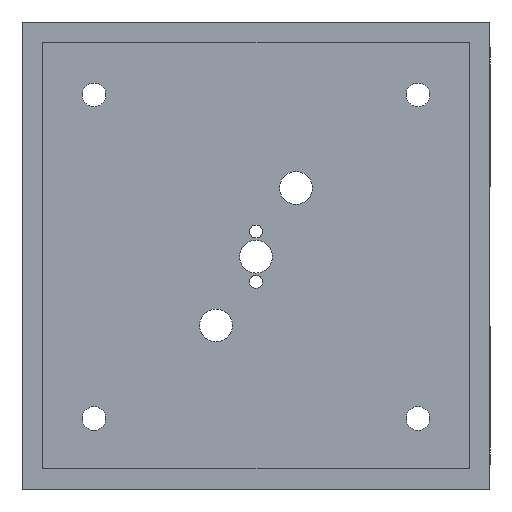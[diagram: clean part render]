
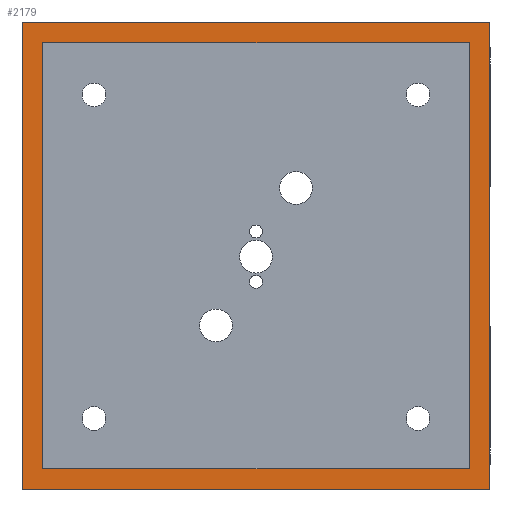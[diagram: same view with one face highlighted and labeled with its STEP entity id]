
A CAD part, top view. The second image highlights one B-rep face of the part: STEP entity #2179.
In plain terms, the highlighted planar face has unit normal (0, 0, 1).
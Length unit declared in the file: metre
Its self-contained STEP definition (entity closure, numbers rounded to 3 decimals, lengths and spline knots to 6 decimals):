
#13 = DIRECTION ( 'NONE',  ( 1., 0., 0. ) ) ;
#29 = CARTESIAN_POINT ( 'NONE',  ( 1.185, 0.115, 1.3 ) ) ;
#96 = ORIENTED_EDGE ( 'NONE', *, *, #3856, .F. ) ;
#190 = VECTOR ( 'NONE', #5731, 1. ) ;
#391 = LINE ( 'NONE', #3721, #5838 ) ;
#665 = LINE ( 'NONE', #2150, #4767 ) ;
#703 = EDGE_CURVE ( 'NONE', #2671, #5268, #2110, .T. ) ;
#903 = ORIENTED_EDGE ( 'NONE', *, *, #1654, .F. ) ;
#933 = CARTESIAN_POINT ( 'NONE',  ( -1.3, 2.597, 1.3 ) ) ;
#1033 = VECTOR ( 'NONE', #4931, 1. ) ;
#1122 = CARTESIAN_POINT ( 'NONE',  ( 1.3, 0.003, 1.3 ) ) ;
#1392 = ORIENTED_EDGE ( 'NONE', *, *, #5723, .F. ) ;
#1424 = EDGE_LOOP ( 'NONE', ( #1955, #4993, #1894, #4144 ) ) ;
#1434 = VERTEX_POINT ( 'NONE', #4151 ) ;
#1654 = EDGE_CURVE ( 'NONE', #4824, #1434, #391, .T. ) ;
#1658 = DIRECTION ( 'NONE',  ( 0., 1., 0. ) ) ;
#1894 = ORIENTED_EDGE ( 'NONE', *, *, #4013, .F. ) ;
#1955 = ORIENTED_EDGE ( 'NONE', *, *, #5922, .T. ) ;
#2052 = VECTOR ( 'NONE', #2192, 1. ) ;
#2110 = LINE ( 'NONE', #3039, #2730 ) ;
#2150 = CARTESIAN_POINT ( 'NONE',  ( 1.185, 0.115, 1.3 ) ) ;
#2177 = CARTESIAN_POINT ( 'NONE',  ( 1.185, 2.482, 1.3 ) ) ;
#2179 = ADVANCED_FACE ( 'NONE', ( #4011, #5494 ), #4976, .F. ) ;
#2192 = DIRECTION ( 'NONE',  ( 0., -1., 0. ) ) ;
#2397 = DIRECTION ( 'NONE',  ( 1., 0., 0. ) ) ;
#2592 = CARTESIAN_POINT ( 'NONE',  ( -1.3, 0.003, 1.3 ) ) ;
#2671 = VERTEX_POINT ( 'NONE', #2592 ) ;
#2697 = CARTESIAN_POINT ( 'NONE',  ( -1.3, 2.597, 1.3 ) ) ;
#2730 = VECTOR ( 'NONE', #4329, 1. ) ;
#2758 = LINE ( 'NONE', #4626, #2052 ) ;
#2838 = CARTESIAN_POINT ( 'NONE',  ( -1.185, 0.115, 1.3 ) ) ;
#2903 = VERTEX_POINT ( 'NONE', #5796 ) ;
#3009 = CARTESIAN_POINT ( 'NONE',  ( 1.3, 2.597, 1.3 ) ) ;
#3039 = CARTESIAN_POINT ( 'NONE',  ( -1.3, 0.003, 1.3 ) ) ;
#3334 = VERTEX_POINT ( 'NONE', #4645 ) ;
#3335 = LINE ( 'NONE', #933, #190 ) ;
#3554 = DIRECTION ( 'NONE',  ( -1., 0., 0. ) ) ;
#3649 = CARTESIAN_POINT ( 'NONE',  ( 1.3, 2.597, 1.3 ) ) ;
#3721 = CARTESIAN_POINT ( 'NONE',  ( -1.185, 2.482, 1.3 ) ) ;
#3760 = VERTEX_POINT ( 'NONE', #3649 ) ;
#3787 = VECTOR ( 'NONE', #13, 1. ) ;
#3856 = EDGE_CURVE ( 'NONE', #2903, #4578, #5716, .T. ) ;
#3870 = AXIS2_PLACEMENT_3D ( 'NONE', #2697, #5066, #3554 ) ;
#4011 = FACE_OUTER_BOUND ( 'NONE', #1424, .T. ) ;
#4013 = EDGE_CURVE ( 'NONE', #3760, #5268, #5891, .T. ) ;
#4045 = DIRECTION ( 'NONE',  ( -1., 0., 0. ) ) ;
#4144 = ORIENTED_EDGE ( 'NONE', *, *, #4359, .F. ) ;
#4151 = CARTESIAN_POINT ( 'NONE',  ( -1.185, 2.482, 1.3 ) ) ;
#4329 = DIRECTION ( 'NONE',  ( 1., 0., 0. ) ) ;
#4359 = EDGE_CURVE ( 'NONE', #3334, #3760, #5733, .T. ) ;
#4384 = EDGE_LOOP ( 'NONE', ( #5912, #96, #1392, #903 ) ) ;
#4578 = VERTEX_POINT ( 'NONE', #29 ) ;
#4626 = CARTESIAN_POINT ( 'NONE',  ( -1.185, 0.115, 1.3 ) ) ;
#4645 = CARTESIAN_POINT ( 'NONE',  ( -1.3, 2.597, 1.3 ) ) ;
#4696 = CARTESIAN_POINT ( 'NONE',  ( -1.3, 2.597, 1.3 ) ) ;
#4767 = VECTOR ( 'NONE', #1658, 1. ) ;
#4824 = VERTEX_POINT ( 'NONE', #2177 ) ;
#4877 = EDGE_CURVE ( 'NONE', #4578, #4824, #665, .T. ) ;
#4931 = DIRECTION ( 'NONE',  ( 0., -1., 0. ) ) ;
#4976 = PLANE ( 'NONE',  #3870 ) ;
#4993 = ORIENTED_EDGE ( 'NONE', *, *, #703, .T. ) ;
#5066 = DIRECTION ( 'NONE',  ( 0., 0., -1. ) ) ;
#5268 = VERTEX_POINT ( 'NONE', #1122 ) ;
#5494 = FACE_BOUND ( 'NONE', #4384, .T. ) ;
#5716 = LINE ( 'NONE', #2838, #5845 ) ;
#5723 = EDGE_CURVE ( 'NONE', #1434, #2903, #2758, .T. ) ;
#5731 = DIRECTION ( 'NONE',  ( 0., -1., 0. ) ) ;
#5733 = LINE ( 'NONE', #4696, #3787 ) ;
#5796 = CARTESIAN_POINT ( 'NONE',  ( -1.185, 0.115, 1.3 ) ) ;
#5838 = VECTOR ( 'NONE', #4045, 1. ) ;
#5845 = VECTOR ( 'NONE', #2397, 1. ) ;
#5891 = LINE ( 'NONE', #3009, #1033 ) ;
#5912 = ORIENTED_EDGE ( 'NONE', *, *, #4877, .F. ) ;
#5922 = EDGE_CURVE ( 'NONE', #3334, #2671, #3335, .T. ) ;
